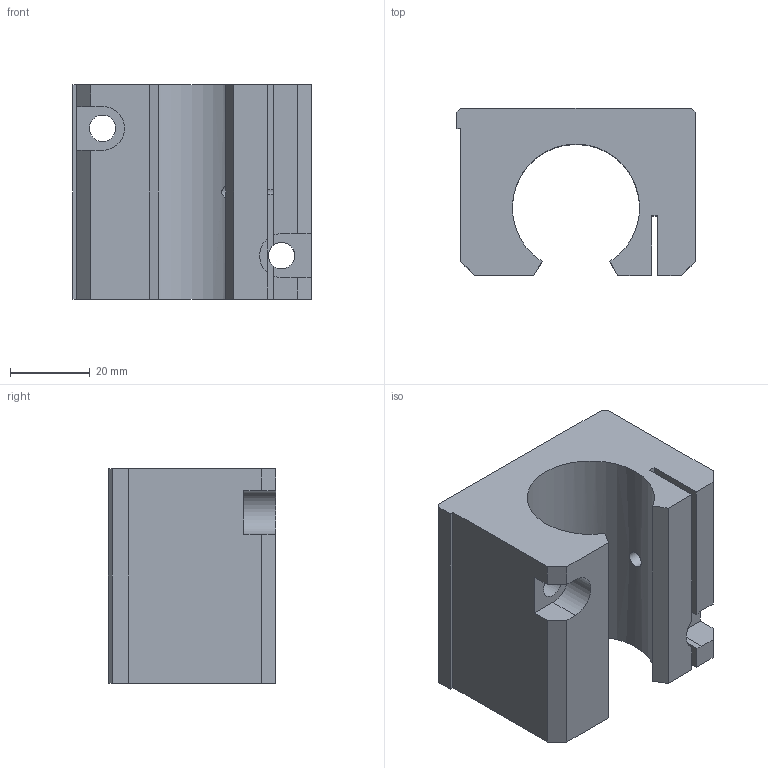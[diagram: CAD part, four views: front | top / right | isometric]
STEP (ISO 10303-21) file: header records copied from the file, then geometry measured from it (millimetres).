
FILE_DESCRIPTION( ( 'STEP AP214' ), '1' );
FILE_NAME( 'AG-OPAJ-20_2_14a.stp', ' ', ( ' ' ), ( ' ' ), 'PSStep 15.0.47', 'PARTsolutions', ' ' );
FILE_SCHEMA( ( 'AUTOMOTIVE_DESIGN { 1 0 10303 214 1 1 1 1 }' ) );
Length unit declared in the file: millimetre
Products named in the file (1): HI_AG-OPAJ-20
Bounding box: 60 x 42 x 54 mm (x, y, z)
Volume: 81432.6 mm3; surface area: 21325.6 mm2
Topology: 1 solids, 1 shells, 50 faces, 139 edges, 91 vertices
Faces by surface type: plane 33, cylinder 12, cone 5
Full cylindrical faces by diameter (mm): 4.134 x1, 4.3 x1, 4.917 x1, 6.647 x3, 8 x1
Entity records: 2076 total; most frequent: CARTESIAN_POINT 383, DIRECTION 256, ORIENTED_EDGE 252, EDGE_CURVE 126, LINE 94, VECTOR 94, VERTEX_POINT 90, AXIS2_PLACEMENT_3D 81
